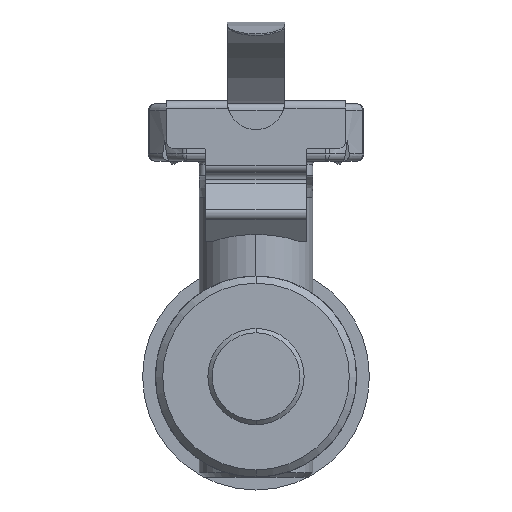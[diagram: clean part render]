
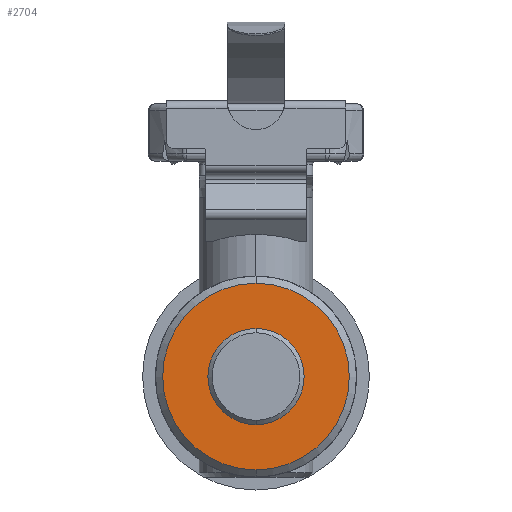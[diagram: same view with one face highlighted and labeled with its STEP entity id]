
A CAD part, front view. The second image highlights one B-rep face of the part: STEP entity #2704.
In plain terms, the highlighted planar face has unit normal (0, -1, 0).
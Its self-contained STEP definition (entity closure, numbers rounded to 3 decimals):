
#447 = EDGE_CURVE ( 'NONE', #7268, #3060, #2104, .T. ) ;
#539 = CARTESIAN_POINT ( 'NONE',  ( 0., 1.4, 0. ) ) ;
#555 = ORIENTED_EDGE ( 'NONE', *, *, #5162, .T. ) ;
#791 = CARTESIAN_POINT ( 'NONE',  ( 0., 1.4, 3.35 ) ) ;
#1255 = DIRECTION ( 'NONE',  ( 0., 0., 1. ) ) ;
#1396 = AXIS2_PLACEMENT_3D ( 'NONE', #7590, #3328, #8306 ) ;
#1663 = DIRECTION ( 'NONE',  ( 0., -1., 0. ) ) ;
#1704 = CIRCLE ( 'NONE', #6301, 3.35 ) ;
#1717 = DIRECTION ( 'NONE',  ( 0., 1., 0. ) ) ;
#1736 = ORIENTED_EDGE ( 'NONE', *, *, #8519, .F. ) ;
#2104 = CIRCLE ( 'NONE', #1396, 3.35 ) ;
#2704 = ADVANCED_FACE ( 'NONE', ( #3871, #3635 ), #8815, .F. ) ;
#2863 = EDGE_CURVE ( 'NONE', #2870, #4462, #6699, .T. ) ;
#2870 = VERTEX_POINT ( 'NONE', #8356 ) ;
#3058 = CIRCLE ( 'NONE', #8679, 6.5 ) ;
#3060 = VERTEX_POINT ( 'NONE', #3521 ) ;
#3328 = DIRECTION ( 'NONE',  ( 0., -1., 0. ) ) ;
#3521 = CARTESIAN_POINT ( 'NONE',  ( 0., 1.4, -3.35 ) ) ;
#3635 = FACE_BOUND ( 'NONE', #6039, .T. ) ;
#3786 = ORIENTED_EDGE ( 'NONE', *, *, #447, .F. ) ;
#3871 = FACE_OUTER_BOUND ( 'NONE', #4001, .T. ) ;
#3908 = ORIENTED_EDGE ( 'NONE', *, *, #2863, .T. ) ;
#4001 = EDGE_LOOP ( 'NONE', ( #555, #3908 ) ) ;
#4242 = CARTESIAN_POINT ( 'NONE',  ( 0., 1.4, 0. ) ) ;
#4462 = VERTEX_POINT ( 'NONE', #7837 ) ;
#4550 = CARTESIAN_POINT ( 'NONE',  ( -3.35, 1.4, 0. ) ) ;
#4938 = DIRECTION ( 'NONE',  ( 0., 0., -1. ) ) ;
#5162 = EDGE_CURVE ( 'NONE', #4462, #2870, #3058, .T. ) ;
#5526 = DIRECTION ( 'NONE',  ( 0., -1., 0. ) ) ;
#5939 = CARTESIAN_POINT ( 'NONE',  ( 0., 1.4, 0. ) ) ;
#6039 = EDGE_LOOP ( 'NONE', ( #1736, #3786 ) ) ;
#6301 = AXIS2_PLACEMENT_3D ( 'NONE', #4242, #9206, #4938 ) ;
#6642 = DIRECTION ( 'NONE',  ( 0., 0., 1. ) ) ;
#6692 = DIRECTION ( 'NONE',  ( 0., 0., 1. ) ) ;
#6699 = CIRCLE ( 'NONE', #8056, 6.5 ) ;
#7158 = AXIS2_PLACEMENT_3D ( 'NONE', #4550, #1717, #6692 ) ;
#7268 = VERTEX_POINT ( 'NONE', #791 ) ;
#7590 = CARTESIAN_POINT ( 'NONE',  ( 0., 1.4, 0. ) ) ;
#7837 = CARTESIAN_POINT ( 'NONE',  ( 0., 1.4, 6.5 ) ) ;
#8056 = AXIS2_PLACEMENT_3D ( 'NONE', #539, #5526, #1255 ) ;
#8306 = DIRECTION ( 'NONE',  ( 0., 0., -1. ) ) ;
#8356 = CARTESIAN_POINT ( 'NONE',  ( 0., 1.4, -6.5 ) ) ;
#8519 = EDGE_CURVE ( 'NONE', #3060, #7268, #1704, .T. ) ;
#8679 = AXIS2_PLACEMENT_3D ( 'NONE', #5939, #1663, #6642 ) ;
#8815 = PLANE ( 'NONE',  #7158 ) ;
#9206 = DIRECTION ( 'NONE',  ( 0., -1., 0. ) ) ;
